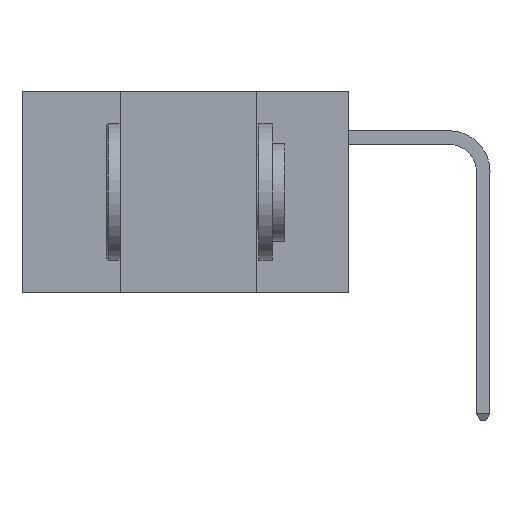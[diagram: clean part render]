
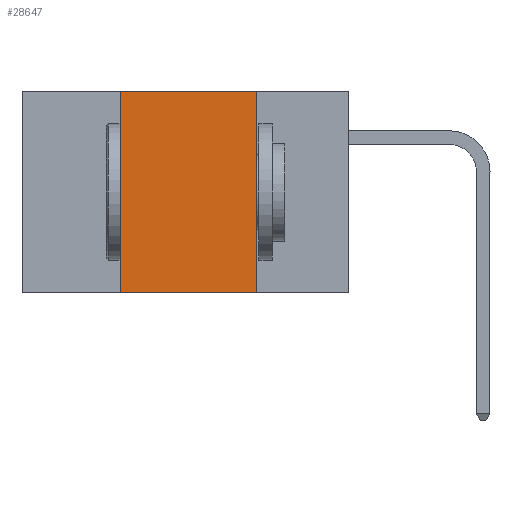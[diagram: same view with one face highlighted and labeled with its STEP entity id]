
A CAD part, left-side view. The second image highlights one B-rep face of the part: STEP entity #28647.
In plain terms, the highlighted planar face has unit normal (-1, 0, 0).
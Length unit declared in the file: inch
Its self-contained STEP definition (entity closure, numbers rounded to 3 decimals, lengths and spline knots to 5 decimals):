
#1060 = DIRECTION ( 'NONE',  ( 0., 0., 1. ) ) ;
#1812 = DIRECTION ( 'NONE',  ( 0., -1., 0. ) ) ;
#2183 = CARTESIAN_POINT ( 'NONE',  ( 0., 0.42, 0. ) ) ;
#2973 = DIRECTION ( 'NONE',  ( 0., 0., -1. ) ) ;
#3591 = VECTOR ( 'NONE', #1812, 39.37008 ) ;
#5170 = ORIENTED_EDGE ( 'NONE', *, *, #24317, .F. ) ;
#6686 = EDGE_CURVE ( 'NONE', #7985, #28443, #15405, .T. ) ;
#7985 = VERTEX_POINT ( 'NONE', #20891 ) ;
#8057 = ORIENTED_EDGE ( 'NONE', *, *, #27808, .F. ) ;
#8094 = DIRECTION ( 'NONE',  ( 0., 0., -1. ) ) ;
#8693 = VECTOR ( 'NONE', #1060, 39.37008 ) ;
#9752 = LINE ( 'NONE', #28946, #3591 ) ;
#10298 = CARTESIAN_POINT ( 'NONE',  ( 0., 0.17, 0. ) ) ;
#11202 = EDGE_CURVE ( 'NONE', #7985, #18203, #25765, .T. ) ;
#12401 = LINE ( 'NONE', #10298, #24367 ) ;
#12528 = CARTESIAN_POINT ( 'NONE',  ( 0., 0.42, 0. ) ) ;
#14078 = VERTEX_POINT ( 'NONE', #15370 ) ;
#14384 = CARTESIAN_POINT ( 'NONE',  ( 0., 0.6, 0. ) ) ;
#15370 = CARTESIAN_POINT ( 'NONE',  ( 0., 0.17, 0. ) ) ;
#15405 = LINE ( 'NONE', #12528, #8693 ) ;
#16122 = AXIS2_PLACEMENT_3D ( 'NONE', #14384, #16656, #2973 ) ;
#16656 = DIRECTION ( 'NONE',  ( 1., 0., 0. ) ) ;
#18203 = VERTEX_POINT ( 'NONE', #27219 ) ;
#19073 = ORIENTED_EDGE ( 'NONE', *, *, #11202, .T. ) ;
#19804 = VECTOR ( 'NONE', #28539, 39.37008 ) ;
#20891 = CARTESIAN_POINT ( 'NONE',  ( 0., 0.42, -0.37 ) ) ;
#22399 = FACE_OUTER_BOUND ( 'NONE', #25674, .T. ) ;
#24317 = EDGE_CURVE ( 'NONE', #14078, #18203, #12401, .T. ) ;
#24367 = VECTOR ( 'NONE', #8094, 39.37008 ) ;
#24941 = CARTESIAN_POINT ( 'NONE',  ( 0., 0.6, -0.37 ) ) ;
#25674 = EDGE_LOOP ( 'NONE', ( #5170, #8057, #26037, #19073 ) ) ;
#25765 = LINE ( 'NONE', #24941, #19804 ) ;
#26037 = ORIENTED_EDGE ( 'NONE', *, *, #6686, .F. ) ;
#27219 = CARTESIAN_POINT ( 'NONE',  ( 0., 0.17, -0.37 ) ) ;
#27808 = EDGE_CURVE ( 'NONE', #28443, #14078, #9752, .T. ) ;
#27849 = PLANE ( 'NONE',  #16122 ) ;
#28443 = VERTEX_POINT ( 'NONE', #2183 ) ;
#28539 = DIRECTION ( 'NONE',  ( 0., -1., 0. ) ) ;
#28647 = ADVANCED_FACE ( 'NONE', ( #22399 ), #27849, .F. ) ;
#28946 = CARTESIAN_POINT ( 'NONE',  ( 0., 0.6, 0. ) ) ;
